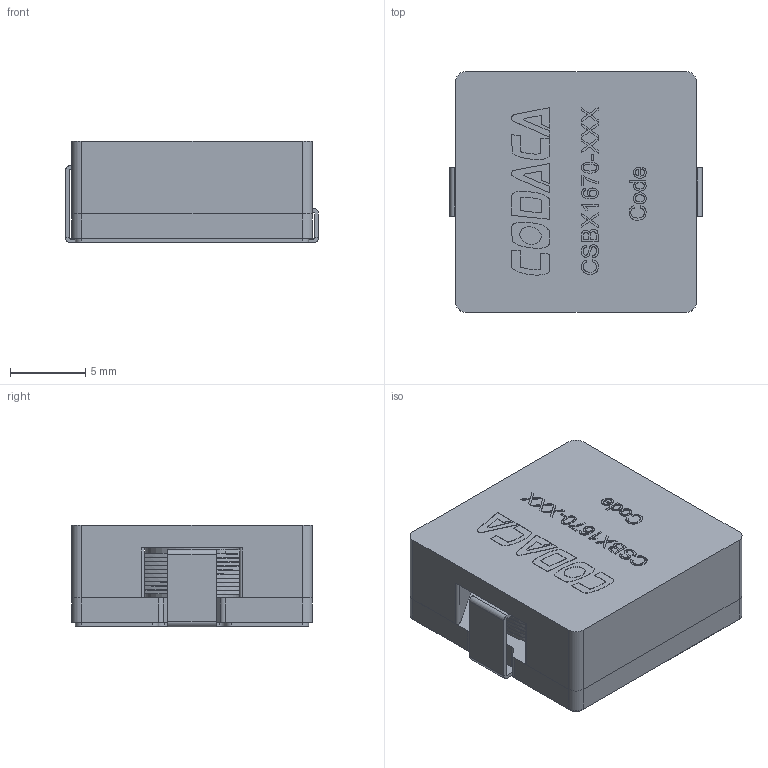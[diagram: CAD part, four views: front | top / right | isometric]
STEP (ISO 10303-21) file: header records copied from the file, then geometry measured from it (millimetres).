
FILE_DESCRIPTION( ('This file contains a STEP AP42 implementation' ,'as created by ZW3D STEP Interface translator.') ,'2;1' );
FILE_NAME( 'CSBX1670.stp' ,'23 7 4.1325 0', (''), ('ZWCAD Software Co.'), 'Version 1.0', 'ZW3D to STEP translator', '' );
FILE_SCHEMA(('AUTOMOTIVE_DESIGN { 1 0 10303 214 1 1 1 1 }'));
Length unit declared in the file: millimetre
Products named in the file (2): 0; CSBX1670
Bounding box: 16.8 x 16 x 6.77 mm (x, y, z)
Volume: 1499.4 mm3; surface area: 4029.9 mm2
Topology: 29 solids, 29 shells, 448 faces, 1165 edges, 777 vertices
Faces by surface type: plane 238, bspline 110, cylinder 100
Full cylindrical faces by diameter (mm): 6.24 x1
Entity records: 21442 total; most frequent: CARTESIAN_POINT 10497, ORIENTED_EDGE 2330, DIRECTION 1830, EDGE_CURVE 1165, VERTEX_POINT 777, VECTOR 750, LINE 750, AXIS2_PLACEMENT_3D 540
